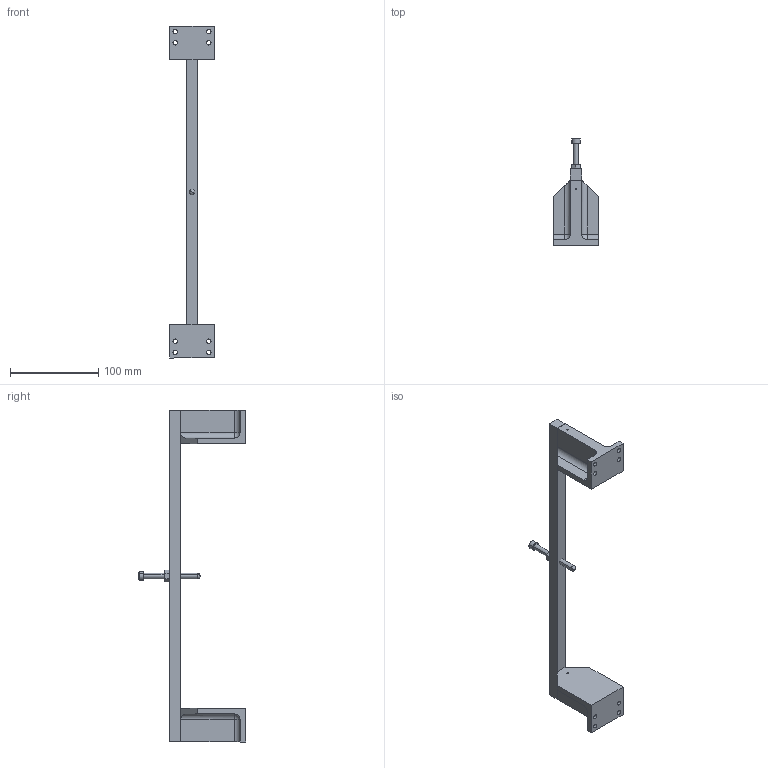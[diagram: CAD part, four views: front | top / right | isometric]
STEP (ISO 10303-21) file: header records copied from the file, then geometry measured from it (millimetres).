
FILE_DESCRIPTION (( 'STEP AP203' ), '1' );
FILE_NAME ('D070145-v2.STEP', '2012-09-26T19:40:50', ( 'Dwayne Giardina' ), ( 'Microsoft' ), 'SwSTEP 2.0', 'SolidWorks 2012', '' );
FILE_SCHEMA (( 'CONFIG_CONTROL_DESIGN' ));
Length unit declared in the file: inch
Products named in the file (6): D070145-v2; Ag-SST_HexNut_HN .25; Rounded_SHCS_RSHCS 0.25-20  X 2.5; SST_Socketheadcapscrew_SHCS #8-32  X 0.625; D070147_Blade_Guard_Riser_OMC; D070146_Blade_Guard_Crosspiece_OMC
Assembly tree (9 placements, depth 2):
  D070145-v2
    D070146_Blade_Guard_Crosspiece_OMC
    D070147_Blade_Guard_Riser_OMC  x2
    SST_Socketheadcapscrew_SHCS #8-32  X 0.625  x4
    Rounded_SHCS_RSHCS 0.25-20  X 2.5
    Ag-SST_HexNut_HN .25
Bounding box: 50.8 x 121.35 x 375.4 mm (x, y, z)
Volume: 183083 mm3; surface area: 56032.3 mm2
Topology: 9 solids, 9 shells, 246 faces, 615 edges, 383 vertices
Faces by surface type: plane 109, cylinder 84, cone 45, sphere 6, torus 2
Entity records: 4984 total; most frequent: CARTESIAN_POINT 907, DIRECTION 718, ORIENTED_EDGE 676, EDGE_CURVE 338, AXIS2_PLACEMENT_3D 272, VERTEX_POINT 215, LINE 174, VECTOR 174
